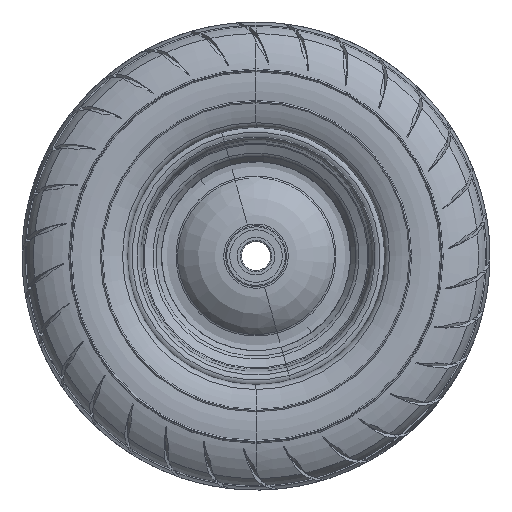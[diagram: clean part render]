
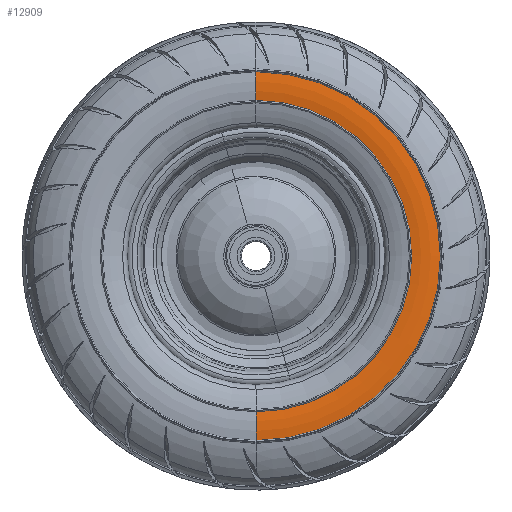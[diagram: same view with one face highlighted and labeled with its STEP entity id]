
A CAD part, front view. The second image highlights one B-rep face of the part: STEP entity #12909.
In plain terms, the highlighted toroidal (fillet/blend) face has major radius 146.391 mm and minor radius 70.387 mm.
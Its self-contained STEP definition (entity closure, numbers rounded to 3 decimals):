
#813 = FACE_OUTER_BOUND ( 'NONE', #46582, .T. ) ;
#2060 = ORIENTED_EDGE ( 'NONE', *, *, #29506, .T. ) ;
#4045 = AXIS2_PLACEMENT_3D ( 'NONE', #28074, #10127, #45761 ) ;
#6622 = EDGE_CURVE ( 'NONE', #52112, #52521, #28901, .T. ) ;
#7462 = CIRCLE ( 'NONE', #39773, 133. ) ;
#9767 = DIRECTION ( 'NONE',  ( 1., 0., 0. ) ) ;
#10127 = DIRECTION ( 'NONE',  ( 0., 1., 0. ) ) ;
#10256 = DIRECTION ( 'NONE',  ( -1., 0., 0. ) ) ;
#10308 = DIRECTION ( 'NONE',  ( 0., 0., -1. ) ) ;
#12909 = ADVANCED_FACE ( 'NONE', ( #813 ), #34790, .T. ) ;
#15518 = DIRECTION ( 'NONE',  ( 0., 0., 1. ) ) ;
#16165 = CARTESIAN_POINT ( 'NONE',  ( 0., -46.755, 157.5 ) ) ;
#18319 = AXIS2_PLACEMENT_3D ( 'NONE', #31421, #10256, #45040 ) ;
#19831 = DIRECTION ( 'NONE',  ( 0., 1., 0. ) ) ;
#20421 = CARTESIAN_POINT ( 'NONE',  ( 0., 22.75, 0. ) ) ;
#23338 = ORIENTED_EDGE ( 'NONE', *, *, #30248, .T. ) ;
#24101 = ORIENTED_EDGE ( 'NONE', *, *, #6622, .F. ) ;
#24174 = CIRCLE ( 'NONE', #55634, 70.387 ) ;
#24817 = CIRCLE ( 'NONE', #18319, 70.387 ) ;
#27341 = AXIS2_PLACEMENT_3D ( 'NONE', #20421, #19831, #15518 ) ;
#28074 = CARTESIAN_POINT ( 'NONE',  ( 0., -46.755, 0. ) ) ;
#28901 = CIRCLE ( 'NONE', #4045, 157.5 ) ;
#29506 = EDGE_CURVE ( 'NONE', #45765, #32462, #7462, .T. ) ;
#30248 = EDGE_CURVE ( 'NONE', #32462, #52521, #24174, .T. ) ;
#31421 = CARTESIAN_POINT ( 'NONE',  ( 0., 22.75, 146.391 ) ) ;
#32315 = CARTESIAN_POINT ( 'NONE',  ( 0., 22.75, -146.391 ) ) ;
#32462 = VERTEX_POINT ( 'NONE', #52998 ) ;
#32635 = CARTESIAN_POINT ( 'NONE',  ( 0., -46.352, 0. ) ) ;
#34790 = TOROIDAL_SURFACE ( 'NONE', #27341, 146.391, 70.387 ) ;
#34873 = ORIENTED_EDGE ( 'NONE', *, *, #56697, .F. ) ;
#37273 = DIRECTION ( 'NONE',  ( 0., 1., 0. ) ) ;
#39773 = AXIS2_PLACEMENT_3D ( 'NONE', #32635, #37273, #42993 ) ;
#42993 = DIRECTION ( 'NONE',  ( 0., 0., 1. ) ) ;
#45040 = DIRECTION ( 'NONE',  ( 0., 0., 1. ) ) ;
#45761 = DIRECTION ( 'NONE',  ( 0., 0., 1. ) ) ;
#45765 = VERTEX_POINT ( 'NONE', #46014 ) ;
#46014 = CARTESIAN_POINT ( 'NONE',  ( 0., -46.352, 133. ) ) ;
#46582 = EDGE_LOOP ( 'NONE', ( #2060, #23338, #24101, #34873 ) ) ;
#52112 = VERTEX_POINT ( 'NONE', #16165 ) ;
#52521 = VERTEX_POINT ( 'NONE', #52545 ) ;
#52545 = CARTESIAN_POINT ( 'NONE',  ( 0., -46.755, -157.5 ) ) ;
#52998 = CARTESIAN_POINT ( 'NONE',  ( 0., -46.352, -133. ) ) ;
#55634 = AXIS2_PLACEMENT_3D ( 'NONE', #32315, #9767, #10308 ) ;
#56697 = EDGE_CURVE ( 'NONE', #45765, #52112, #24817, .T. ) ;
